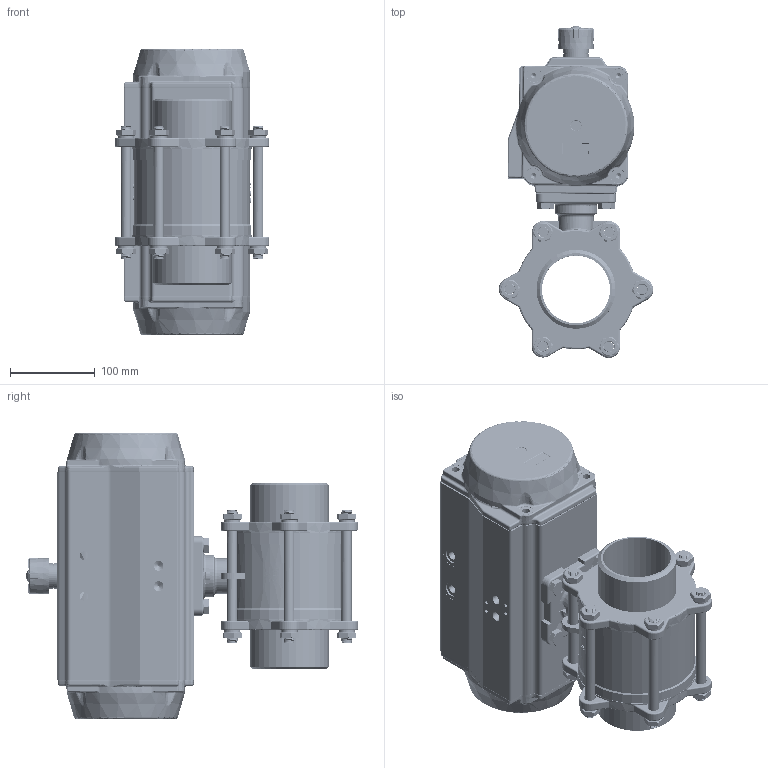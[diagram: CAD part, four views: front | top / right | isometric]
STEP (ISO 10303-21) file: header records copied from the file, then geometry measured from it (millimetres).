
FILE_DESCRIPTION(/* description */ ('Unknown'),/* implementation_level */ '2;1');
FILE_NAME(/* name */ 'PE079337-11',/* time_stamp */ '2025-03-28T11:54:57+01:00',/* author */ ('Unknown'),/* organization */ ('Unknown'),/* preprocessor_version */ 'ST-DEVELOPER v19.4',/* originating_system */ 'Solid Edge',/* authorisation */ 'Unknown');
FILE_SCHEMA (('AUTOMOTIVE_DESIGN {1 0 10303 214 3 1 1}'));
Length unit declared in the file: millimetre
Products named in the file (24): PE079337-11; 9337-11_oa_0; Hex thin nuts-Grades AB-Chamfered GB_GB_FASTENER_NUT_STNAB M14-N; Nut; Spring Washer; Nut Stopper; Stop Pin; Cap; Bellevlle Washer; Stem; Tab Washer; Body; Small hex thin nuts-Fine pitch thread GB_GB_FASTENER_NUT_SSFNTT B M24
X1.5-N; DIN 933 M10x25 A2-70 BLK_EDST; PD08_PE07; VTE125埴詰; vt125-2016-06-25; vt125-2016-06-25   酘傷裔_MIR; VT125-03-01   活塞; VT125-3 粣; Optische Anzeige; ______; ________(___________; cup head nib bolts with large head gb_GB_FASTENER_BOLT_CHNBW M6X25-N
Assembly tree (59 placements, depth 4):
  PE079337-11
    9337-11_oa_0
      Hex thin nuts-Grades AB-Chamfered GB_GB_FASTENER_NUT_STNAB M14-N  x12
      Nut  x6
      Spring Washer  x12
      Nut Stopper
      Stop Pin
      Cap  x2
      Bellevlle Washer  x2
      Stem
      Tab Washer
      Body
      Small hex thin nuts-Fine pitch thread GB_GB_FASTENER_NUT_SSFNTT B M24
X1.5-N
    DIN 933 M10x25 A2-70 BLK_EDST  x4
    PD08_PE07
      VTE125埴詰
      vt125-2016-06-25
      vt125-2016-06-25   酘傷裔_MIR
      VT125-03-01   活塞  x2
      VT125-3 粣
      Optische Anzeige
        ______
        ________(___________  x4
        cup head nib bolts with large head gb_GB_FASTENER_BOLT_CHNBW M6X25-N
Bounding box: 181.5 x 390.61 x 337 mm (x, y, z)
Volume: 4340499.3 mm3; surface area: 999024.3 mm2
Topology: 56 solids, 56 shells, 4552 faces, 11424 edges, 7084 vertices
Faces by surface type: cylinder 1533, plane 1227, bspline 814, torus 555, cone 370, sphere 53
Full cylindrical faces by diameter (mm): 3 x16, 3.3 x8, 4.134 x8, 4.66 x1, 4.917 x1, 6 x1, 6.2 x1, 6.647 x12, 7 x1, 8.376 x4, 10 x4, 10.106 x2, 11.445 x2, 13 x2, 17 x12, 17.5 x2, 25 x1, 26 x2, 26.4 x1, 28.2 x1, 30 x5, 38.5 x1, 40 x2, 41 x1, 47.4 x1, 49 x1, 53 x4, 80 x2, 93 x2, 112 x2
Entity records: 136480 total; most frequent: CARTESIAN_POINT 70813, ORIENTED_EDGE 14456, DIRECTION 11708, EDGE_CURVE 7228, VERTEX_POINT 4644, AXIS2_PLACEMENT_3D 4559, FACE_BOUND 3490, EDGE_LOOP 3468
